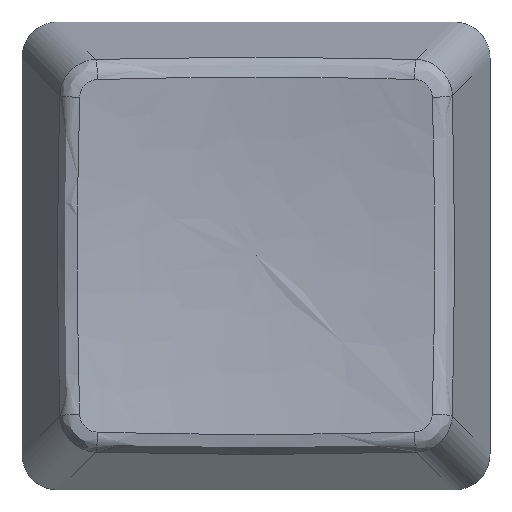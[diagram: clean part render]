
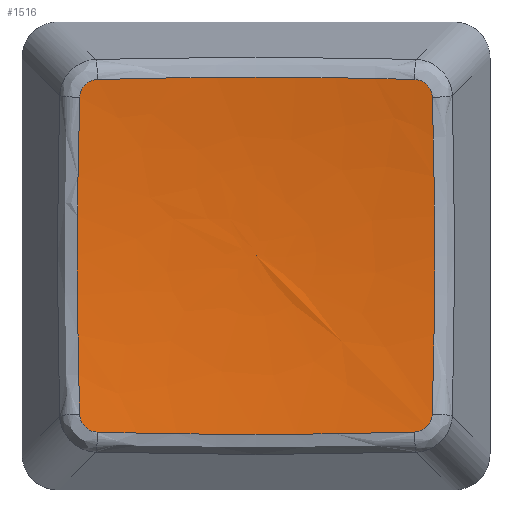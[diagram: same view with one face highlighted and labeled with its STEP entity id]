
A CAD part, top view. The second image highlights one B-rep face of the part: STEP entity #1516.
In plain terms, the highlighted free-form (B-spline) face has degree [2, 3] with [3, 7] control points.
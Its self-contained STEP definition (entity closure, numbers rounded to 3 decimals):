
#1357=CARTESIAN_POINT('',(18.,-195.5,1.5));
#1358=CARTESIAN_POINT('',(18.,-195.5,1.5));
#1359=CARTESIAN_POINT('',(18.,-195.5,1.5));
#1360=CARTESIAN_POINT('',(18.,-195.5,1.5));
#1361=CARTESIAN_POINT('',(18.,-195.5,1.5));
#1362=CARTESIAN_POINT('',(18.,-195.5,1.5));
#1363=CARTESIAN_POINT('',(18.,-195.5,1.5));
#1364=CARTESIAN_POINT('',(20.83,-198.33,1.5));
#1365=CARTESIAN_POINT('',(26.491,-192.67,1.5));
#1366=CARTESIAN_POINT('',(20.83,-187.009,1.5));
#1367=CARTESIAN_POINT('',(15.17,-192.67,1.5));
#1368=CARTESIAN_POINT('',(9.509,-198.33,1.5));
#1369=CARTESIAN_POINT('',(15.17,-203.991,1.5));
#1370=CARTESIAN_POINT('',(20.83,-198.33,1.5));
#1371=CARTESIAN_POINT('',(23.661,-201.161,2.11));
#1372=CARTESIAN_POINT('',(34.983,-189.839,2.11));
#1373=CARTESIAN_POINT('',(23.661,-178.517,2.11));
#1374=CARTESIAN_POINT('',(12.339,-189.839,2.11));
#1375=CARTESIAN_POINT('',(1.017,-201.161,2.11));
#1376=CARTESIAN_POINT('',(12.339,-212.483,2.11));
#1377=CARTESIAN_POINT('',(23.661,-201.161,2.11));
#1378=(BOUNDED_SURFACE()
B_SPLINE_SURFACE(2,3,((#1357,#1358,#1359,#1360,#1361,#1362,#1363),(#1364,#1365,#1366,#1367,#1368,#1369,#1370),(#1371,#1372,#1373,#1374,#1375,#1376,#1377)),.UNSPECIFIED.,.F.,.T.,.U.)
B_SPLINE_SURFACE_WITH_KNOTS((3,3),(4,3,4),(0.,0.781),(0.,0.5,1.),.UNSPECIFIED.)
GEOMETRIC_REPRESENTATION_ITEM()
RATIONAL_B_SPLINE_SURFACE(((1.,0.333,0.333,1.,0.333,0.333,1.),(1.,0.333,0.333,1.,0.333,0.333,1.),(1.,0.333,0.333,1.,0.333,0.333,1.)))
REPRESENTATION_ITEM('')
SURFACE()
);
#1379=CARTESIAN_POINT('',(23.661,-201.161,2.11));
#1380=VERTEX_POINT('',#1379);
#1381=CARTESIAN_POINT('',(18.,-195.5,1.5));
#1382=VERTEX_POINT('',#1381);
#1383=CARTESIAN_POINT('',(23.661,-201.161,2.11));
#1384=CARTESIAN_POINT('',(20.83,-198.33,1.5));
#1385=CARTESIAN_POINT('',(18.,-195.5,1.5));
#1386=B_SPLINE_CURVE_WITH_KNOTS('',2,(#1383,#1384,#1385),.UNSPECIFIED.,.F.,.F.,(3,3),(0.219,1.),.UNSPECIFIED.);
#1387=EDGE_CURVE('',#1380,#1382,#1386,.T.);
#1388=ORIENTED_EDGE('',*,*,#1387,.T.);
#1389=ORIENTED_EDGE('',*,*,#1387,.F.);
#1390=CARTESIAN_POINT('',(23.838,-200.747,2.086));
#1391=VERTEX_POINT('',#1390);
#1392=CARTESIAN_POINT('',(23.247,-201.338,2.086));
#1393=CARTESIAN_POINT('',(23.324,-201.336,2.094));
#1394=CARTESIAN_POINT('',(23.401,-201.319,2.1));
#1395=CARTESIAN_POINT('',(23.471,-201.289,2.104));
#1396=CARTESIAN_POINT('',(23.542,-201.259,2.108));
#1397=CARTESIAN_POINT('',(23.607,-201.215,2.11));
#1398=CARTESIAN_POINT('',(23.661,-201.161,2.11));
#1399=CARTESIAN_POINT('',(23.715,-201.106,2.11));
#1400=CARTESIAN_POINT('',(23.759,-201.042,2.108));
#1401=CARTESIAN_POINT('',(23.789,-200.971,2.104));
#1402=CARTESIAN_POINT('',(23.82,-200.9,2.099));
#1403=CARTESIAN_POINT('',(23.836,-200.824,2.094));
#1404=CARTESIAN_POINT('',(23.838,-200.747,2.086));
#1405=B_SPLINE_CURVE_WITH_KNOTS('',3,(#1392,#1393,#1394,#1395,#1396,#1397,#1398,#1399,#1400,#1401,#1402,#1403,#1404),.UNSPECIFIED.,.F.,.F.,(4,3,3,3,4),(-0.,0.,0.,0.001,0.001),.UNSPECIFIED.);
#1406=EDGE_CURVE('',#1380,#1391,#1405,.T.);
#1407=ORIENTED_EDGE('',*,*,#1406,.T.);
#1408=CARTESIAN_POINT('',(23.838,-190.253,2.086));
#1409=VERTEX_POINT('',#1408);
#1410=CARTESIAN_POINT('',(23.838,-200.747,2.086));
#1411=CARTESIAN_POINT('',(23.939,-197.249,1.748));
#1412=CARTESIAN_POINT('',(23.939,-193.751,1.748));
#1413=CARTESIAN_POINT('',(23.838,-190.253,2.086));
#1414=B_SPLINE_CURVE_WITH_KNOTS('',3,(#1410,#1411,#1412,#1413),.UNSPECIFIED.,.F.,.F.,(4,4),(0.,0.011),.UNSPECIFIED.);
#1415=EDGE_CURVE('',#1391,#1409,#1414,.T.);
#1416=ORIENTED_EDGE('',*,*,#1415,.T.);
#1417=CARTESIAN_POINT('',(23.247,-189.662,2.086));
#1418=VERTEX_POINT('',#1417);
#1419=CARTESIAN_POINT('',(23.838,-190.253,2.086));
#1420=CARTESIAN_POINT('',(23.836,-190.176,2.094));
#1421=CARTESIAN_POINT('',(23.82,-190.1,2.099));
#1422=CARTESIAN_POINT('',(23.789,-190.029,2.104));
#1423=CARTESIAN_POINT('',(23.759,-189.958,2.108));
#1424=CARTESIAN_POINT('',(23.715,-189.894,2.11));
#1425=CARTESIAN_POINT('',(23.661,-189.839,2.11));
#1426=CARTESIAN_POINT('',(23.607,-189.785,2.11));
#1427=CARTESIAN_POINT('',(23.542,-189.741,2.108));
#1428=CARTESIAN_POINT('',(23.471,-189.711,2.104));
#1429=CARTESIAN_POINT('',(23.401,-189.681,2.1));
#1430=CARTESIAN_POINT('',(23.324,-189.664,2.094));
#1431=CARTESIAN_POINT('',(23.247,-189.662,2.086));
#1432=B_SPLINE_CURVE_WITH_KNOTS('',3,(#1419,#1420,#1421,#1422,#1423,#1424,#1425,#1426,#1427,#1428,#1429,#1430,#1431),.UNSPECIFIED.,.F.,.F.,(4,3,3,3,4),(0.,0.,0.,0.001,0.001),.UNSPECIFIED.);
#1433=EDGE_CURVE('',#1409,#1418,#1432,.T.);
#1434=ORIENTED_EDGE('',*,*,#1433,.T.);
#1435=CARTESIAN_POINT('',(12.753,-189.662,2.086));
#1436=VERTEX_POINT('',#1435);
#1437=CARTESIAN_POINT('',(23.247,-189.662,2.086));
#1438=CARTESIAN_POINT('',(19.749,-189.561,1.748));
#1439=CARTESIAN_POINT('',(16.251,-189.561,1.748));
#1440=CARTESIAN_POINT('',(12.753,-189.662,2.086));
#1441=B_SPLINE_CURVE_WITH_KNOTS('',3,(#1437,#1438,#1439,#1440),.UNSPECIFIED.,.F.,.F.,(4,4),(0.,0.011),.UNSPECIFIED.);
#1442=EDGE_CURVE('',#1418,#1436,#1441,.T.);
#1443=ORIENTED_EDGE('',*,*,#1442,.T.);
#1444=CARTESIAN_POINT('',(12.162,-190.253,2.086));
#1445=VERTEX_POINT('',#1444);
#1446=CARTESIAN_POINT('',(12.753,-189.662,2.086));
#1447=CARTESIAN_POINT('',(12.676,-189.664,2.094));
#1448=CARTESIAN_POINT('',(12.6,-189.68,2.099));
#1449=CARTESIAN_POINT('',(12.529,-189.711,2.104));
#1450=CARTESIAN_POINT('',(12.458,-189.741,2.108));
#1451=CARTESIAN_POINT('',(12.394,-189.785,2.11));
#1452=CARTESIAN_POINT('',(12.339,-189.839,2.11));
#1453=CARTESIAN_POINT('',(12.285,-189.893,2.11));
#1454=CARTESIAN_POINT('',(12.241,-189.958,2.108));
#1455=CARTESIAN_POINT('',(12.211,-190.029,2.104));
#1456=CARTESIAN_POINT('',(12.181,-190.099,2.1));
#1457=CARTESIAN_POINT('',(12.164,-190.176,2.094));
#1458=CARTESIAN_POINT('',(12.162,-190.253,2.086));
#1459=B_SPLINE_CURVE_WITH_KNOTS('',3,(#1446,#1447,#1448,#1449,#1450,#1451,#1452,#1453,#1454,#1455,#1456,#1457,#1458),.UNSPECIFIED.,.F.,.F.,(4,3,3,3,4),(-0.,0.,0.,0.001,0.001),.UNSPECIFIED.);
#1460=EDGE_CURVE('',#1436,#1445,#1459,.T.);
#1461=ORIENTED_EDGE('',*,*,#1460,.T.);
#1462=CARTESIAN_POINT('',(12.162,-200.747,2.086));
#1463=VERTEX_POINT('',#1462);
#1464=CARTESIAN_POINT('',(12.162,-190.253,2.086));
#1465=CARTESIAN_POINT('',(12.061,-193.751,1.748));
#1466=CARTESIAN_POINT('',(12.061,-197.249,1.748));
#1467=CARTESIAN_POINT('',(12.162,-200.747,2.086));
#1468=B_SPLINE_CURVE_WITH_KNOTS('',3,(#1464,#1465,#1466,#1467),.UNSPECIFIED.,.F.,.F.,(4,4),(0.,0.011),.UNSPECIFIED.);
#1469=EDGE_CURVE('',#1445,#1463,#1468,.T.);
#1470=ORIENTED_EDGE('',*,*,#1469,.T.);
#1471=CARTESIAN_POINT('',(12.753,-201.338,2.086));
#1472=VERTEX_POINT('',#1471);
#1473=CARTESIAN_POINT('',(12.162,-200.747,2.086));
#1474=CARTESIAN_POINT('',(12.164,-200.824,2.094));
#1475=CARTESIAN_POINT('',(12.18,-200.9,2.099));
#1476=CARTESIAN_POINT('',(12.211,-200.971,2.104));
#1477=CARTESIAN_POINT('',(12.241,-201.042,2.108));
#1478=CARTESIAN_POINT('',(12.285,-201.106,2.11));
#1479=CARTESIAN_POINT('',(12.339,-201.161,2.11));
#1480=CARTESIAN_POINT('',(12.393,-201.215,2.11));
#1481=CARTESIAN_POINT('',(12.458,-201.259,2.108));
#1482=CARTESIAN_POINT('',(12.529,-201.289,2.104));
#1483=CARTESIAN_POINT('',(12.599,-201.319,2.1));
#1484=CARTESIAN_POINT('',(12.676,-201.336,2.094));
#1485=CARTESIAN_POINT('',(12.753,-201.338,2.086));
#1486=B_SPLINE_CURVE_WITH_KNOTS('',3,(#1473,#1474,#1475,#1476,#1477,#1478,#1479,#1480,#1481,#1482,#1483,#1484,#1485),.UNSPECIFIED.,.F.,.F.,(4,3,3,3,4),(0.,0.,0.,0.001,0.001),.UNSPECIFIED.);
#1487=EDGE_CURVE('',#1463,#1472,#1486,.T.);
#1488=ORIENTED_EDGE('',*,*,#1487,.T.);
#1489=CARTESIAN_POINT('',(23.247,-201.338,2.086));
#1490=VERTEX_POINT('',#1489);
#1491=CARTESIAN_POINT('',(12.753,-201.338,2.086));
#1492=CARTESIAN_POINT('',(16.251,-201.439,1.748));
#1493=CARTESIAN_POINT('',(19.749,-201.439,1.748));
#1494=CARTESIAN_POINT('',(23.247,-201.338,2.086));
#1495=B_SPLINE_CURVE_WITH_KNOTS('',3,(#1491,#1492,#1493,#1494),.UNSPECIFIED.,.F.,.F.,(4,4),(0.,0.011),.UNSPECIFIED.);
#1496=EDGE_CURVE('',#1472,#1490,#1495,.T.);
#1497=ORIENTED_EDGE('',*,*,#1496,.T.);
#1498=CARTESIAN_POINT('',(23.247,-201.338,2.086));
#1499=CARTESIAN_POINT('',(23.324,-201.336,2.094));
#1500=CARTESIAN_POINT('',(23.401,-201.319,2.1));
#1501=CARTESIAN_POINT('',(23.471,-201.289,2.104));
#1502=CARTESIAN_POINT('',(23.542,-201.259,2.108));
#1503=CARTESIAN_POINT('',(23.607,-201.215,2.11));
#1504=CARTESIAN_POINT('',(23.661,-201.161,2.11));
#1505=CARTESIAN_POINT('',(23.715,-201.106,2.11));
#1506=CARTESIAN_POINT('',(23.759,-201.042,2.108));
#1507=CARTESIAN_POINT('',(23.789,-200.971,2.104));
#1508=CARTESIAN_POINT('',(23.82,-200.9,2.099));
#1509=CARTESIAN_POINT('',(23.836,-200.824,2.094));
#1510=CARTESIAN_POINT('',(23.838,-200.747,2.086));
#1511=B_SPLINE_CURVE_WITH_KNOTS('',3,(#1498,#1499,#1500,#1501,#1502,#1503,#1504,#1505,#1506,#1507,#1508,#1509,#1510),.UNSPECIFIED.,.F.,.F.,(4,3,3,3,4),(-0.,0.,0.,0.001,0.001),.UNSPECIFIED.);
#1512=EDGE_CURVE('',#1490,#1380,#1511,.T.);
#1513=ORIENTED_EDGE('',*,*,#1512,.T.);
#1514=EDGE_LOOP('',(#1388,#1389,#1407,#1416,#1434,#1443,#1461,#1470,#1488,#1497,#1513));
#1515=FACE_BOUND('',#1514,.T.);
#1516=ADVANCED_FACE('',(#1515),#1378,.T.);
